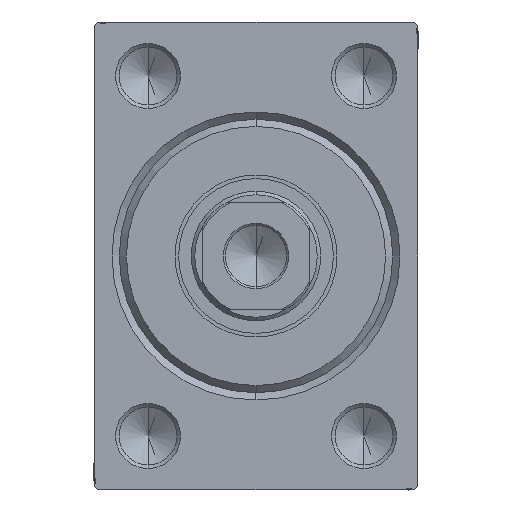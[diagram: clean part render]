
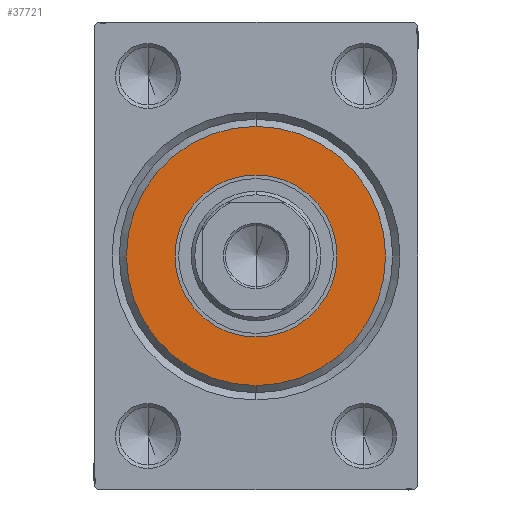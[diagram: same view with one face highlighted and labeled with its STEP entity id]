
A CAD part, left-side view. The second image highlights one B-rep face of the part: STEP entity #37721.
In plain terms, the highlighted face is planar.
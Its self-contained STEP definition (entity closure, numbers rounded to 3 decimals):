
#454 = CARTESIAN_POINT ( 'NONE',  ( 3., 0., 0. ) ) ;
#3111 = AXIS2_PLACEMENT_3D ( 'NONE', #4964, #9498, #22694 ) ;
#3774 = DIRECTION ( 'NONE',  ( 1., 0., 0. ) ) ;
#3954 = ORIENTED_EDGE ( 'NONE', *, *, #18677, .F. ) ;
#4964 = CARTESIAN_POINT ( 'NONE',  ( 3., 0., 0. ) ) ;
#6218 = EDGE_CURVE ( 'NONE', #35081, #30399, #14494, .T. ) ;
#9498 = DIRECTION ( 'NONE',  ( 1., 0., 0. ) ) ;
#9617 = EDGE_CURVE ( 'NONE', #18117, #26014, #43559, .T. ) ;
#10219 = AXIS2_PLACEMENT_3D ( 'NONE', #44777, #27017, #20206 ) ;
#10974 = DIRECTION ( 'NONE',  ( 1., 0., 0. ) ) ;
#11532 = CARTESIAN_POINT ( 'NONE',  ( 3., 0., -18. ) ) ;
#11834 = CARTESIAN_POINT ( 'NONE',  ( 3., 0., 18. ) ) ;
#12005 = ORIENTED_EDGE ( 'NONE', *, *, #38994, .T. ) ;
#14494 = CIRCLE ( 'NONE', #24697, 18. ) ;
#15043 = DIRECTION ( 'NONE',  ( 0., 0., -1. ) ) ;
#16113 = FACE_BOUND ( 'NONE', #22269, .T. ) ;
#18117 = VERTEX_POINT ( 'NONE', #42763 ) ;
#18467 = CARTESIAN_POINT ( 'NONE',  ( 3., 0., 0. ) ) ;
#18620 = DIRECTION ( 'NONE',  ( 1., 0., 0. ) ) ;
#18677 = EDGE_CURVE ( 'NONE', #26014, #18117, #28544, .T. ) ;
#20130 = CARTESIAN_POINT ( 'NONE',  ( 3., 0., -11.25 ) ) ;
#20142 = ORIENTED_EDGE ( 'NONE', *, *, #6218, .T. ) ;
#20206 = DIRECTION ( 'NONE',  ( 0., 0., -1. ) ) ;
#20384 = DIRECTION ( 'NONE',  ( 0., 0., -1. ) ) ;
#22269 = EDGE_LOOP ( 'NONE', ( #3954, #28064 ) ) ;
#22694 = DIRECTION ( 'NONE',  ( 0., 0., -1. ) ) ;
#23623 = FACE_OUTER_BOUND ( 'NONE', #24793, .T. ) ;
#24659 = AXIS2_PLACEMENT_3D ( 'NONE', #454, #18620, #24995 ) ;
#24697 = AXIS2_PLACEMENT_3D ( 'NONE', #41534, #3774, #20384 ) ;
#24793 = EDGE_LOOP ( 'NONE', ( #12005, #20142 ) ) ;
#24995 = DIRECTION ( 'NONE',  ( 0., 0., -1. ) ) ;
#26014 = VERTEX_POINT ( 'NONE', #20130 ) ;
#27017 = DIRECTION ( 'NONE',  ( 1., 0., 0. ) ) ;
#28064 = ORIENTED_EDGE ( 'NONE', *, *, #9617, .F. ) ;
#28544 = CIRCLE ( 'NONE', #3111, 11.25 ) ;
#30399 = VERTEX_POINT ( 'NONE', #11834 ) ;
#33389 = PLANE ( 'NONE',  #10219 ) ;
#35081 = VERTEX_POINT ( 'NONE', #11532 ) ;
#37721 = ADVANCED_FACE ( 'NONE', ( #23623, #16113 ), #33389, .T. ) ;
#38994 = EDGE_CURVE ( 'NONE', #30399, #35081, #43688, .T. ) ;
#41486 = AXIS2_PLACEMENT_3D ( 'NONE', #18467, #10974, #15043 ) ;
#41534 = CARTESIAN_POINT ( 'NONE',  ( 3., 0., 0. ) ) ;
#42763 = CARTESIAN_POINT ( 'NONE',  ( 3., 0., 11.25 ) ) ;
#43559 = CIRCLE ( 'NONE', #24659, 11.25 ) ;
#43688 = CIRCLE ( 'NONE', #41486, 18. ) ;
#44777 = CARTESIAN_POINT ( 'NONE',  ( 3., 0., 0. ) ) ;
